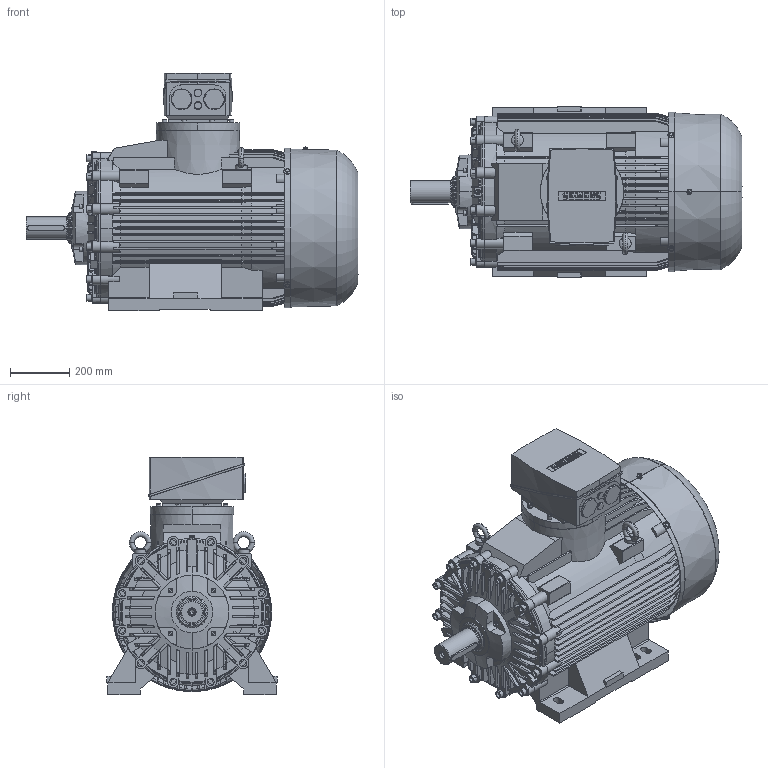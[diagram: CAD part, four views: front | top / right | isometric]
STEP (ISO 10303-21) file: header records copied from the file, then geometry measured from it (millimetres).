
FILE_DESCRIPTION(('STEP AP214'),'1');
FILE_NAME('cctmp_2ED9B44B-FDD3-4BD6-8B9B-D841D5E28CA5_2023_06_27_10_56_42_0617..stp','2023-06-27T08:56:44',('SIEMENS A&D'),('CADClick - www.CADClick.com'),'Spatial InterOp 3D',' ','unknown authorization');
FILE_SCHEMA(('AUTOMOTIVE_DESIGN'));
Length unit declared in the file: millimetre
Products named in the file (44): cc_unnamed; 2023_06_27_10_56_42_0539; 2023_06_27_10_56_42_0508; 2023_06_27_10_56_42_0472; 2023_06_27_10_56_42_0455; 2023_06_27_10_56_42_0424; 2023_06_27_10_56_42_0392; 2023_06_27_10_56_42_0361; 2023_06_27_10_56_42_0330; 2023_06_27_10_56_42_0299; 2023_06_27_10_56_42_0267; 2023_06_27_10_56_42_0236; 2023_06_27_10_56_42_0205; 2023_06_27_10_56_42_0174; 2023_06_27_10_56_42_0142; 2023_06_27_10_56_42_0111; 2023_06_27_10_56_42_0080; 2023_06_27_10_56_42_0049; 2023_06_27_10_56_42_0017; 2023_06_27_10_56_41_0986; 2023_06_27_10_56_41_0955; 2023_06_27_10_56_41_0924; 2023_06_27_10_56_41_0892; 2023_06_27_10_56_41_0856; 2023_06_27_10_56_41_0840; 2023_06_27_10_56_41_0808; 2023_06_27_10_56_41_0777; 2023_06_27_10_56_41_0746; 2023_06_27_10_56_41_0715; 2023_06_27_10_56_41_0683; 2023_06_27_10_56_41_0652; 2023_06_27_10_56_41_0621; 2023_06_27_10_56_41_0590; 2023_06_27_10_56_41_0558; 2023_06_27_10_56_41_0527; 2023_06_27_10_56_41_0496; 2023_06_27_10_56_41_0465; 2023_06_27_10_56_41_0433; 2023_06_27_10_56_41_0402; 2023_06_27_10_56_41_0371 ...
Assembly tree (43 placements, depth 2):
  cc_unnamed
    2023_06_27_10_56_42_0539
    2023_06_27_10_56_42_0508
    2023_06_27_10_56_42_0472
    2023_06_27_10_56_42_0455
    2023_06_27_10_56_42_0424
    2023_06_27_10_56_42_0392
    2023_06_27_10_56_42_0361
    2023_06_27_10_56_42_0330
    2023_06_27_10_56_42_0299
    2023_06_27_10_56_42_0267
    2023_06_27_10_56_42_0236
    2023_06_27_10_56_42_0205
    2023_06_27_10_56_42_0174
    2023_06_27_10_56_42_0142
    2023_06_27_10_56_42_0111
    2023_06_27_10_56_42_0080
    2023_06_27_10_56_42_0049
    2023_06_27_10_56_42_0017
    2023_06_27_10_56_41_0986
    2023_06_27_10_56_41_0955
    2023_06_27_10_56_41_0924
    2023_06_27_10_56_41_0892
    2023_06_27_10_56_41_0856
    2023_06_27_10_56_41_0840
    2023_06_27_10_56_41_0808
    2023_06_27_10_56_41_0777
    2023_06_27_10_56_41_0746
    2023_06_27_10_56_41_0715
    2023_06_27_10_56_41_0683
    2023_06_27_10_56_41_0652
    2023_06_27_10_56_41_0621
    2023_06_27_10_56_41_0590
    2023_06_27_10_56_41_0558
    2023_06_27_10_56_41_0527
    2023_06_27_10_56_41_0496
    2023_06_27_10_56_41_0465
    2023_06_27_10_56_41_0433
    2023_06_27_10_56_41_0402
    2023_06_27_10_56_41_0371
    2023_06_27_10_56_41_0340
    2023_06_27_10_56_41_0308
    2023_06_27_10_56_41_0277
    2023_06_27_10_56_41_0246
Bounding box: 1124 x 578 x 804 mm (x, y, z)
Volume: 165381517.5 mm3; surface area: 5546295.4 mm2
Topology: 43 solids, 43 shells, 3064 faces, 8641 edges, 5707 vertices
Faces by surface type: cylinder 1599, plane 1039, cone 272, torus 154
Entity records: 140876 total; most frequent: CARTESIAN_POINT 33833, DIRECTION 17484, ORIENTED_EDGE 17270, EDGE_CURVE 8635, AXIS2_PLACEMENT_3D 6877, VERTEX_POINT 5707, LINE 3730, VECTOR 3730
